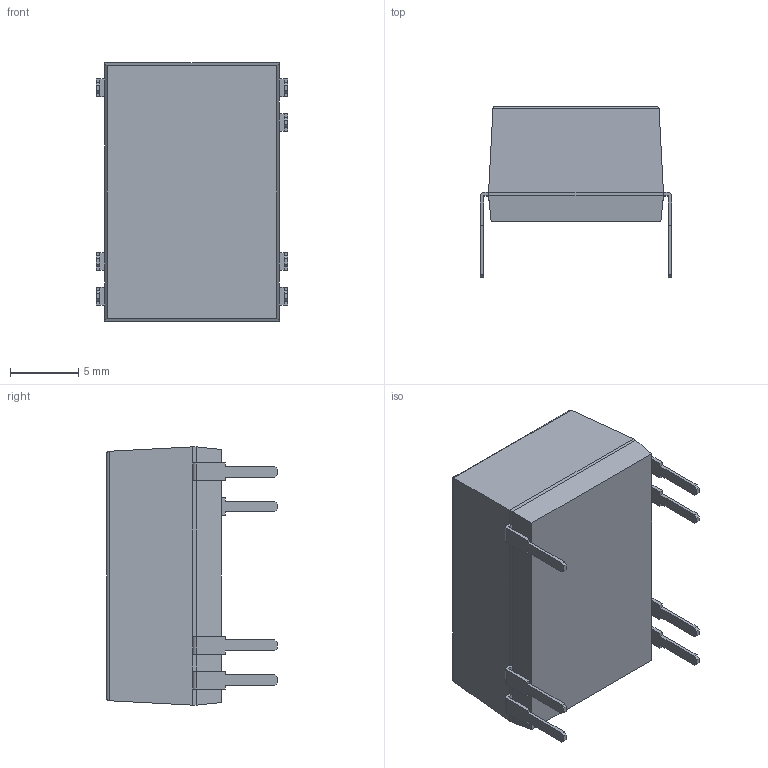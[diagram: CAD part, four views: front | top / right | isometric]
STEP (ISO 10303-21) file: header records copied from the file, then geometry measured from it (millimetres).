
FILE_DESCRIPTION (( 'STEP AP214' ), '1' );
FILE_NAME ('TDR 2.STEP', '2018-10-15T10:14:26', ( 'user' ), ( '' ), 'SwSTEP 2.0', 'SolidWorks 2016', '' );
FILE_SCHEMA (( 'AUTOMOTIVE_DESIGN' ));
Length unit declared in the file: millimetre
Products named in the file (1): TDR 2
Bounding box: 14 x 12.5 x 18.9 mm (x, y, z)
Volume: 1966.6 mm3; surface area: 1084 mm2
Topology: 1 solids, 1 shells, 126 faces, 329 edges, 206 vertices
Faces by surface type: plane 113, cylinder 13
Entity records: 5171 total; most frequent: CARTESIAN_POINT 674, ORIENTED_EDGE 658, DIRECTION 597, EDGE_CURVE 329, LINE 307, VECTOR 307, VERTEX_POINT 206, AXIS2_PLACEMENT_3D 145
